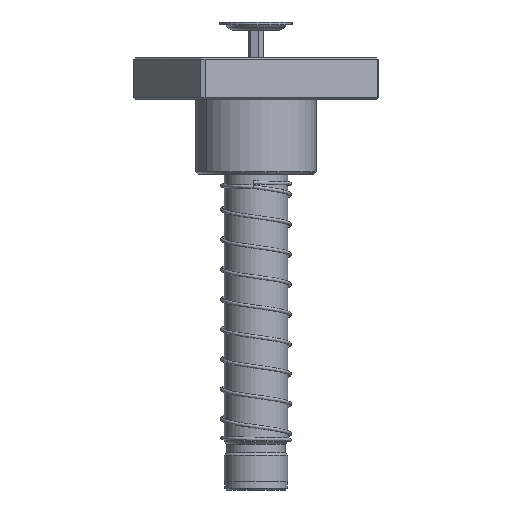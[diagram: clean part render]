
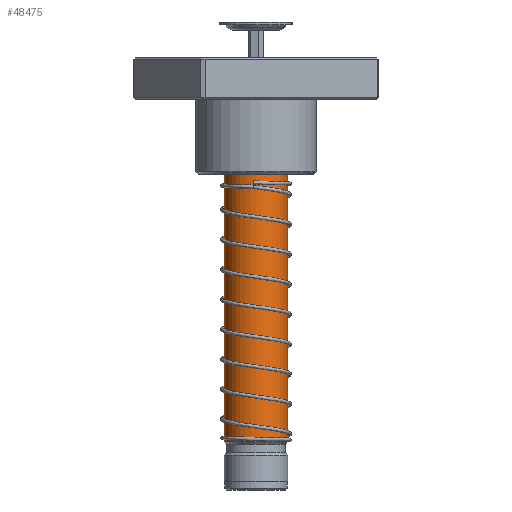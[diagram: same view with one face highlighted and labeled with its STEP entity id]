
A CAD part, front view. The second image highlights one B-rep face of the part: STEP entity #48475.
In plain terms, the highlighted cylindrical face has radius 19 mm (diameter 38 mm), a partial arc.
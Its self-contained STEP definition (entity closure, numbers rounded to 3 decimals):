
#1898 = LINE ( 'NONE', #37155, #23022 ) ;
#6905 = DIRECTION ( 'NONE',  ( 0., 0., -1. ) ) ;
#7595 = VERTEX_POINT ( 'NONE', #25758 ) ;
#8894 = VERTEX_POINT ( 'NONE', #42690 ) ;
#8972 = CYLINDRICAL_SURFACE ( 'NONE', #25359, 19. ) ;
#9501 = CARTESIAN_POINT ( 'NONE',  ( 19., 0., 257. ) ) ;
#12234 = EDGE_CURVE ( 'NONE', #8894, #36373, #31879, .T. ) ;
#16776 = CIRCLE ( 'NONE', #20374, 19. ) ;
#18666 = EDGE_CURVE ( 'NONE', #40186, #7595, #1898, .T. ) ;
#19540 = CARTESIAN_POINT ( 'NONE',  ( -19., 0., 260. ) ) ;
#19762 = DIRECTION ( 'NONE',  ( 1., 0., 0. ) ) ;
#20076 = ORIENTED_EDGE ( 'NONE', *, *, #18666, .F. ) ;
#20374 = AXIS2_PLACEMENT_3D ( 'NONE', #47208, #26639, #30769 ) ;
#23022 = VECTOR ( 'NONE', #45920, 1000. ) ;
#23936 = CIRCLE ( 'NONE', #50286, 19. ) ;
#24035 = DIRECTION ( 'NONE',  ( 0., 0., -1. ) ) ;
#25359 = AXIS2_PLACEMENT_3D ( 'NONE', #27639, #6905, #27803 ) ;
#25758 = CARTESIAN_POINT ( 'NONE',  ( 19., 0., 29. ) ) ;
#26639 = DIRECTION ( 'NONE',  ( 0., 0., -1. ) ) ;
#27639 = CARTESIAN_POINT ( 'NONE',  ( 0., 0., 260. ) ) ;
#27803 = DIRECTION ( 'NONE',  ( -1., 0., 0. ) ) ;
#30769 = DIRECTION ( 'NONE',  ( -1., 0., 0. ) ) ;
#31879 = LINE ( 'NONE', #19540, #51072 ) ;
#31957 = ORIENTED_EDGE ( 'NONE', *, *, #12234, .T. ) ;
#32382 = EDGE_LOOP ( 'NONE', ( #20076, #41946, #31957, #39511 ) ) ;
#33441 = EDGE_CURVE ( 'NONE', #7595, #36373, #16776, .T. ) ;
#36373 = VERTEX_POINT ( 'NONE', #52304 ) ;
#37155 = CARTESIAN_POINT ( 'NONE',  ( 19., 0., 260. ) ) ;
#39511 = ORIENTED_EDGE ( 'NONE', *, *, #33441, .F. ) ;
#40186 = VERTEX_POINT ( 'NONE', #9501 ) ;
#41946 = ORIENTED_EDGE ( 'NONE', *, *, #43501, .T. ) ;
#42690 = CARTESIAN_POINT ( 'NONE',  ( -19., 0., 257. ) ) ;
#43501 = EDGE_CURVE ( 'NONE', #40186, #8894, #23936, .T. ) ;
#45920 = DIRECTION ( 'NONE',  ( 0., 0., -1. ) ) ;
#47208 = CARTESIAN_POINT ( 'NONE',  ( 0., 0., 29. ) ) ;
#48475 = ADVANCED_FACE ( 'NONE', ( #51181 ), #8972, .T. ) ;
#48542 = CARTESIAN_POINT ( 'NONE',  ( 0., 0., 257. ) ) ;
#50286 = AXIS2_PLACEMENT_3D ( 'NONE', #48542, #24035, #19762 ) ;
#51072 = VECTOR ( 'NONE', #52270, 1000. ) ;
#51181 = FACE_OUTER_BOUND ( 'NONE', #32382, .T. ) ;
#52270 = DIRECTION ( 'NONE',  ( 0., 0., -1. ) ) ;
#52304 = CARTESIAN_POINT ( 'NONE',  ( -19., 0., 29. ) ) ;
